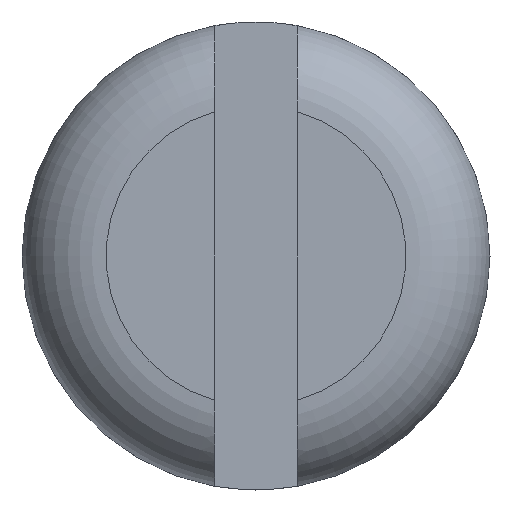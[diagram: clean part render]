
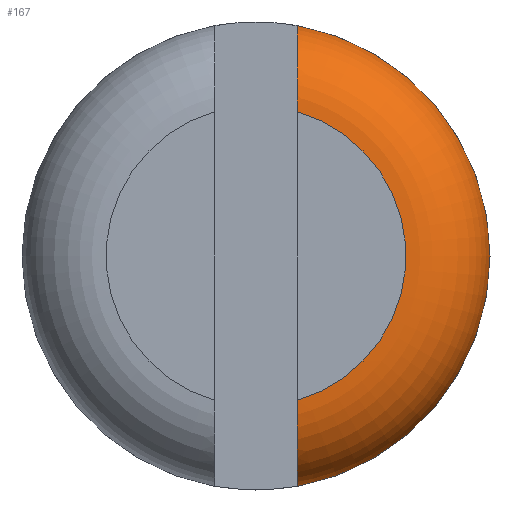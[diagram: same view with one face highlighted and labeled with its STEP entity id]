
A CAD part, left-side view. The second image highlights one B-rep face of the part: STEP entity #167.
In plain terms, the highlighted toroidal (fillet/blend) face has major radius 1.994 mm and minor radius 1.118 mm.
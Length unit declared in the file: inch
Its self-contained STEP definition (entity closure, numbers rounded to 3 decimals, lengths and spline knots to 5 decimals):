
#15=TOROIDAL_SURFACE('',#193,0.0785,0.044);
#17=B_SPLINE_CURVE_WITH_KNOTS('',3,(#282,#283,#284,#285,#286,#287,#288,
#289,#290,#291),.UNSPECIFIED.,.F.,.F.,(4,2,2,2,4),(0.,0.04109,
0.08252,0.12456,0.16772),.UNSPECIFIED.);
#18=B_SPLINE_CURVE_WITH_KNOTS('',3,(#293,#294,#295,#296,#297,#298,#299,
#300,#301,#302),.UNSPECIFIED.,.F.,.F.,(4,2,2,2,4),(0.51331,0.55647,
0.59851,0.63994,0.68103),.UNSPECIFIED.);
#48=FACE_OUTER_BOUND('',#62,.T.);
#62=EDGE_LOOP('',(#136,#137,#138,#139));
#71=CIRCLE('',#188,0.1225);
#74=CIRCLE('',#194,0.0785);
#81=VERTEX_POINT('',#264);
#82=VERTEX_POINT('',#266);
#87=VERTEX_POINT('',#281);
#88=VERTEX_POINT('',#292);
#96=EDGE_CURVE('',#81,#82,#71,.T.);
#104=EDGE_CURVE('',#81,#87,#17,.T.);
#105=EDGE_CURVE('',#88,#82,#18,.T.);
#107=EDGE_CURVE('',#87,#88,#74,.T.);
#136=ORIENTED_EDGE('',*,*,#105,.T.);
#137=ORIENTED_EDGE('',*,*,#96,.F.);
#138=ORIENTED_EDGE('',*,*,#104,.T.);
#139=ORIENTED_EDGE('',*,*,#107,.T.);
#167=ADVANCED_FACE('',(#48),#15,.T.);
#188=AXIS2_PLACEMENT_3D('',#267,#219,#220);
#193=AXIS2_PLACEMENT_3D('',#304,#235,#236);
#194=AXIS2_PLACEMENT_3D('',#305,#237,#238);
#219=DIRECTION('center_axis',(1.,0.,0.));
#220=DIRECTION('ref_axis',(0.,-0.176,0.984));
#235=DIRECTION('center_axis',(-1.,0.,0.));
#236=DIRECTION('ref_axis',(0.,0.,1.));
#237=DIRECTION('center_axis',(1.,0.,0.));
#238=DIRECTION('ref_axis',(0.,-0.274,0.962));
#264=CARTESIAN_POINT('',(0.044,-0.0215,0.1206));
#266=CARTESIAN_POINT('',(0.044,-0.0215,-0.1206));
#267=CARTESIAN_POINT('Origin',(0.044,0.,0.));
#281=CARTESIAN_POINT('',(0.,-0.0215,0.0755));
#282=CARTESIAN_POINT('Ctrl Pts',(0.044,-0.0215,0.1206));
#283=CARTESIAN_POINT('Ctrl Pts',(0.03861,-0.0215,0.1206));
#284=CARTESIAN_POINT('Ctrl Pts',(0.03226,-0.0215,0.11932));
#285=CARTESIAN_POINT('Ctrl Pts',(0.02227,-0.0215,0.11515));
#286=CARTESIAN_POINT('Ctrl Pts',(0.01686,-0.0215,0.1115));
#287=CARTESIAN_POINT('Ctrl Pts',(0.00916,-0.0215,0.10372));
#288=CARTESIAN_POINT('Ctrl Pts',(0.00552,-0.0215,0.09819));
#289=CARTESIAN_POINT('Ctrl Pts',(0.00129,-0.0215,0.08784));
#290=CARTESIAN_POINT('Ctrl Pts',(0.,-0.0215,0.08116));
#291=CARTESIAN_POINT('Ctrl Pts',(0.,-0.0215,0.0755));
#292=CARTESIAN_POINT('',(0.,-0.0215,-0.0755));
#293=CARTESIAN_POINT('Ctrl Pts',(0.,-0.0215,-0.0755));
#294=CARTESIAN_POINT('Ctrl Pts',(0.,-0.0215,-0.08116));
#295=CARTESIAN_POINT('Ctrl Pts',(0.00129,-0.0215,-0.08784));
#296=CARTESIAN_POINT('Ctrl Pts',(0.00552,-0.0215,-0.09819));
#297=CARTESIAN_POINT('Ctrl Pts',(0.00916,-0.0215,-0.10372));
#298=CARTESIAN_POINT('Ctrl Pts',(0.01686,-0.0215,-0.1115));
#299=CARTESIAN_POINT('Ctrl Pts',(0.02227,-0.0215,-0.11515));
#300=CARTESIAN_POINT('Ctrl Pts',(0.03226,-0.0215,-0.11932));
#301=CARTESIAN_POINT('Ctrl Pts',(0.03861,-0.0215,-0.1206));
#302=CARTESIAN_POINT('Ctrl Pts',(0.044,-0.0215,-0.1206));
#304=CARTESIAN_POINT('Origin',(0.044,0.,0.));
#305=CARTESIAN_POINT('Origin',(0.,0.,0.));
